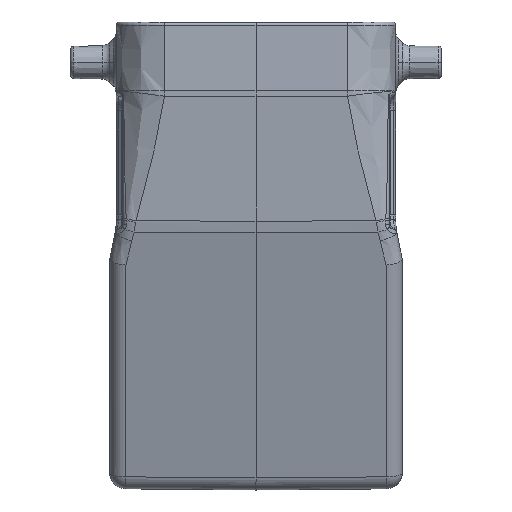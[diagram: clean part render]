
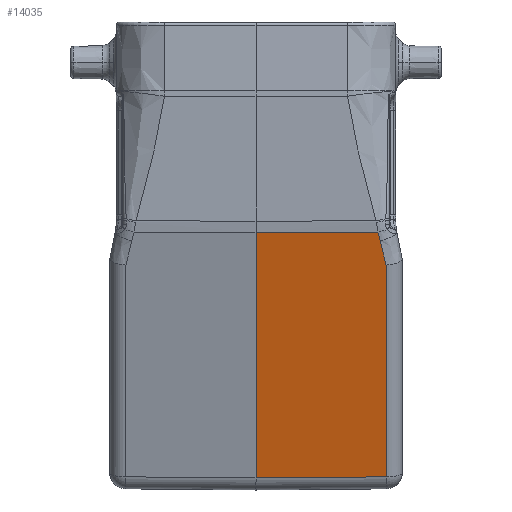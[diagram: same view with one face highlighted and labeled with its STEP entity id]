
A CAD part, left-side view. The second image highlights one B-rep face of the part: STEP entity #14035.
In plain terms, the highlighted planar face has unit normal (-0.966, -0.009, -0.259).
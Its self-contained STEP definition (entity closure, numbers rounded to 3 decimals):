
#556=CARTESIAN_POINT('',(-33.046,-20.022,
-37.395));
#557=CARTESIAN_POINT('',(-33.154,-19.948,
-36.996));
#558=CARTESIAN_POINT('',(-33.371,-19.782,
-36.189));
#559=CARTESIAN_POINT('',(-33.702,-19.491,
-34.965));
#560=CARTESIAN_POINT('',(-33.933,-19.248,
-34.112));
#561=CARTESIAN_POINT('',(-34.05,-19.115,
-33.678));
#1507=DIRECTION('',(-0.009,1.,-0.002));
#1508=VECTOR('',#1507,18.768);
#1509=CARTESIAN_POINT('',(-34.418,-18.767,
-32.316));
#1510=LINE('',#1509,#1508);
#1518=DIRECTION('',(-0.259,0.,0.966));
#1519=VECTOR('',#1518,39.136);
#1520=CARTESIAN_POINT('',(-24.451,0.,
-70.147));
#1521=LINE('',#1520,#1519);
#1522=DIRECTION('',(-0.007,1.,-0.009));
#1523=VECTOR('',#1522,20.023);
#1524=CARTESIAN_POINT('',(-24.317,-20.022,
-69.972));
#1525=LINE('',#1524,#1523);
#5368=DIRECTION('',(-0.259,0.,0.966));
#5369=VECTOR('',#5368,33.727);
#5370=CARTESIAN_POINT('',(-24.317,-20.022,
-69.972));
#5371=LINE('',#5370,#5369);
#5372=CARTESIAN_POINT('',(-33.046,-20.022,
-37.395));
#5382=CARTESIAN_POINT('',(-34.05,-19.115,
-33.678));
#5383=CARTESIAN_POINT('',(-34.093,-19.067,
-33.521));
#5384=CARTESIAN_POINT('',(-34.177,-18.984,
-33.21));
#5385=CARTESIAN_POINT('',(-34.304,-18.873,
-32.739));
#5386=CARTESIAN_POINT('',(-34.381,-18.803,
-32.454));
#5387=CARTESIAN_POINT('',(-34.418,-18.767,
-32.316));
#5389=CARTESIAN_POINT('',(-34.418,-18.767,
-32.316));
#9520=VERTEX_POINT('',#5372);
#9521=VERTEX_POINT('',#561);
#9690=VERTEX_POINT('',#5389);
#9697=CARTESIAN_POINT('',(-34.58,0.,
-32.345));
#9698=VERTEX_POINT('',#9697);
#9699=CARTESIAN_POINT('',(-24.451,0.,
-70.147));
#9700=VERTEX_POINT('',#9699);
#9701=CARTESIAN_POINT('',(-24.317,-20.022,
-69.972));
#9702=VERTEX_POINT('',#9701);
#14018=CARTESIAN_POINT('',(-23.955,0.,-72.));
#14019=DIRECTION('',(-0.966,-0.009,-0.259));
#14020=DIRECTION('',(-0.259,0.,0.966));
#14021=AXIS2_PLACEMENT_3D('',#14018,#14019,#14020);
#14022=PLANE('',#14021);
#14024=ORIENTED_EDGE('',*,*,#14023,.T.);
#14025=ORIENTED_EDGE('',*,*,#14010,.F.);
#14027=ORIENTED_EDGE('',*,*,#14026,.F.);
#14028=ORIENTED_EDGE('',*,*,#12122,.F.);
#14030=ORIENTED_EDGE('',*,*,#14029,.F.);
#14032=ORIENTED_EDGE('',*,*,#14031,.T.);
#14033=EDGE_LOOP('',(#14024,#14025,#14027,#14028,#14030,#14032));
#14034=FACE_OUTER_BOUND('',#14033,.F.);
#14035=ADVANCED_FACE('',(#14034),#14022,.T.);
#562=B_SPLINE_CURVE_WITH_KNOTS('',3,(#556,#557,#558,#559,#560,#561),
.UNSPECIFIED.,.F.,.F.,(4,1,1,4),(0.,0.333,0.667,1.),
.UNSPECIFIED.);
#5388=B_SPLINE_CURVE_WITH_KNOTS('',3,(#5382,#5383,#5384,#5385,#5386,#5387),
.UNSPECIFIED.,.F.,.F.,(4,1,1,4),(0.,0.333,0.667,1.),
.UNSPECIFIED.);
#12122=EDGE_CURVE('',#9520,#9521,#562,.T.);
#14010=EDGE_CURVE('',#9690,#9698,#1510,.T.);
#14023=EDGE_CURVE('',#9700,#9698,#1521,.T.);
#14026=EDGE_CURVE('',#9521,#9690,#5388,.T.);
#14029=EDGE_CURVE('',#9702,#9520,#5371,.T.);
#14031=EDGE_CURVE('',#9702,#9700,#1525,.T.);
